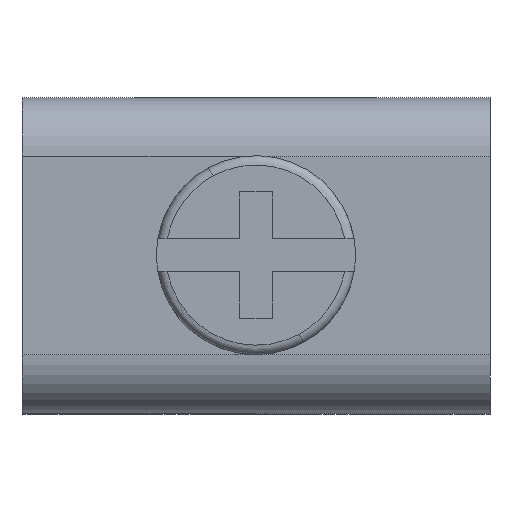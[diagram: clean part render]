
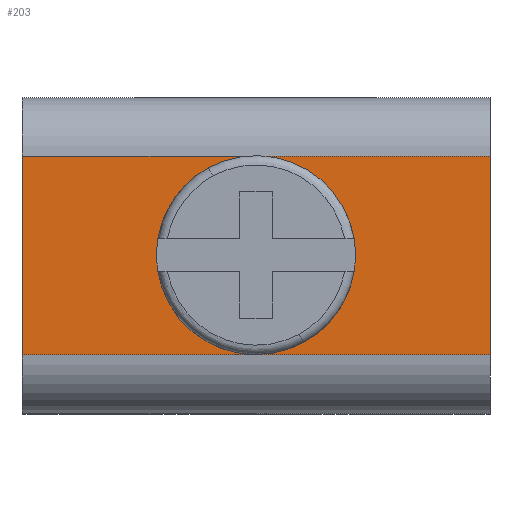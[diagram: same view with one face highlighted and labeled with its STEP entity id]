
A CAD part, top view. The second image highlights one B-rep face of the part: STEP entity #203.
In plain terms, the highlighted planar face has unit normal (0, 0, 1).
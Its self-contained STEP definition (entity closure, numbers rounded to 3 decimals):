
#176=AXIS2_PLACEMENT_3D('Plane Axis2P3D',#173,#174,#175) ;
#151=CARTESIAN_POINT('Vertex',(0.,11.,22.6)) ;
#154=CARTESIAN_POINT('Line Origine',(10.,11.,22.6)) ;
#158=CARTESIAN_POINT('Vertex',(20.,11.,22.6)) ;
#173=CARTESIAN_POINT('Axis2P3D Location',(0.,2.5,22.6)) ;
#178=CARTESIAN_POINT('Line Origine',(0.,6.75,22.6)) ;
#182=CARTESIAN_POINT('Vertex',(0.,2.5,22.6)) ;
#185=CARTESIAN_POINT('Line Origine',(10.,2.5,22.6)) ;
#189=CARTESIAN_POINT('Vertex',(20.,2.5,22.6)) ;
#192=CARTESIAN_POINT('Line Origine',(20.,6.75,22.6)) ;
#155=DIRECTION('Vector Direction',(1.,0.,0.)) ;
#174=DIRECTION('Axis2P3D Direction',(0.,0.,-1.)) ;
#175=DIRECTION('Axis2P3D XDirection',(0.,1.,0.)) ;
#179=DIRECTION('Vector Direction',(0.,1.,0.)) ;
#186=DIRECTION('Vector Direction',(1.,0.,0.)) ;
#193=DIRECTION('Vector Direction',(0.,1.,0.)) ;
#156=VECTOR('Line Direction',#155,1.) ;
#180=VECTOR('Line Direction',#179,1.) ;
#187=VECTOR('Line Direction',#186,1.) ;
#194=VECTOR('Line Direction',#193,1.) ;
#198=ORIENTED_EDGE('',*,*,#160,.F.) ;
#199=ORIENTED_EDGE('',*,*,#184,.T.) ;
#200=ORIENTED_EDGE('',*,*,#191,.T.) ;
#201=ORIENTED_EDGE('',*,*,#196,.F.) ;
#203=ADVANCED_FACE('Hauptk\X2\00F6\X0\rper',(#202),#177,.F.) ;
#160=EDGE_CURVE('',#152,#159,#157,.T.) ;
#184=EDGE_CURVE('',#152,#183,#181,.F.) ;
#191=EDGE_CURVE('',#183,#190,#188,.T.) ;
#196=EDGE_CURVE('',#159,#190,#195,.F.) ;
#197=EDGE_LOOP('',(#198,#199,#200,#201)) ;
#202=FACE_OUTER_BOUND('',#197,.T.) ;
#157=LINE('Line',#154,#156) ;
#181=LINE('Line',#178,#180) ;
#188=LINE('Line',#185,#187) ;
#195=LINE('Line',#192,#194) ;
#177=PLANE('',#176) ;
#152=VERTEX_POINT('',#151) ;
#159=VERTEX_POINT('',#158) ;
#183=VERTEX_POINT('',#182) ;
#190=VERTEX_POINT('',#189) ;
